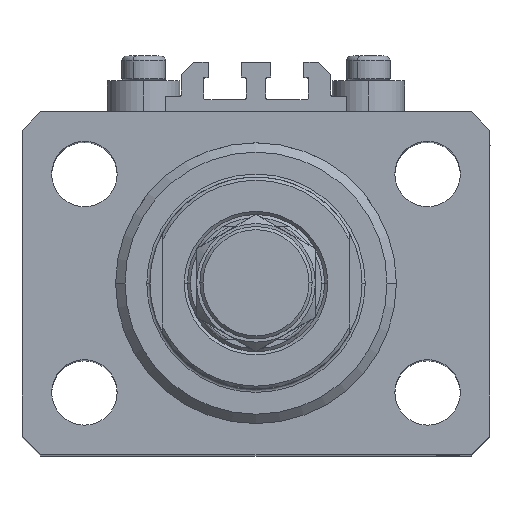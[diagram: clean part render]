
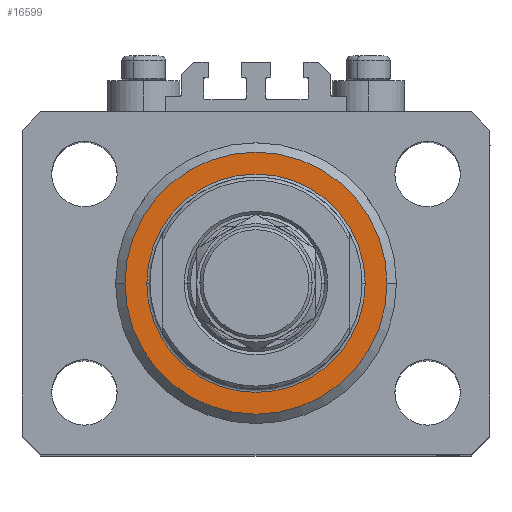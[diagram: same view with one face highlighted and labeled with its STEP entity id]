
A CAD part, top view. The second image highlights one B-rep face of the part: STEP entity #16599.
In plain terms, the highlighted face is planar.
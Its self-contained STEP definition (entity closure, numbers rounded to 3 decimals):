
#1036 = DIRECTION ( 'NONE',  ( 0., 0., -1. ) ) ;
#2521 = CARTESIAN_POINT ( 'NONE',  ( 0., 0., 0. ) ) ;
#2634 = CIRCLE ( 'NONE', #8967, 17.5 ) ;
#3879 = DIRECTION ( 'NONE',  ( 0., 0., 1. ) ) ;
#5915 = EDGE_CURVE ( 'NONE', #13830, #8212, #44105, .T. ) ;
#6011 = DIRECTION ( 'NONE',  ( 1., 0., 0. ) ) ;
#8212 = VERTEX_POINT ( 'NONE', #43986 ) ;
#8967 = AXIS2_PLACEMENT_3D ( 'NONE', #2521, #48113, #6011 ) ;
#10765 = VERTEX_POINT ( 'NONE', #30287 ) ;
#12007 = ORIENTED_EDGE ( 'NONE', *, *, #28722, .T. ) ;
#12876 = PLANE ( 'NONE',  #24831 ) ;
#13370 = FACE_OUTER_BOUND ( 'NONE', #40201, .T. ) ;
#13428 = CARTESIAN_POINT ( 'NONE',  ( -21., 0., 0. ) ) ;
#13830 = VERTEX_POINT ( 'NONE', #26478 ) ;
#15242 = EDGE_CURVE ( 'NONE', #8212, #13830, #2634, .T. ) ;
#16016 = ORIENTED_EDGE ( 'NONE', *, *, #5915, .T. ) ;
#16162 = DIRECTION ( 'NONE',  ( 1., 0., 0. ) ) ;
#16599 = ADVANCED_FACE ( 'NONE', ( #32657, #13370 ), #12876, .F. ) ;
#17210 = CARTESIAN_POINT ( 'NONE',  ( 0., 0., 0. ) ) ;
#19479 = AXIS2_PLACEMENT_3D ( 'NONE', #17210, #40233, #40467 ) ;
#19731 = DIRECTION ( 'NONE',  ( 1., 0., 0. ) ) ;
#20384 = AXIS2_PLACEMENT_3D ( 'NONE', #34831, #3879, #19731 ) ;
#21517 = ORIENTED_EDGE ( 'NONE', *, *, #27983, .T. ) ;
#24831 = AXIS2_PLACEMENT_3D ( 'NONE', #28470, #43583, #47554 ) ;
#26478 = CARTESIAN_POINT ( 'NONE',  ( -17.5, 0., 0. ) ) ;
#27983 = EDGE_CURVE ( 'NONE', #35755, #10765, #32913, .T. ) ;
#28470 = CARTESIAN_POINT ( 'NONE',  ( 0., 0., 0. ) ) ;
#28722 = EDGE_CURVE ( 'NONE', #10765, #35755, #40831, .T. ) ;
#30287 = CARTESIAN_POINT ( 'NONE',  ( 21., 0., 0. ) ) ;
#31017 = CARTESIAN_POINT ( 'NONE',  ( 0., 0., 0. ) ) ;
#32657 = FACE_BOUND ( 'NONE', #38451, .T. ) ;
#32913 = CIRCLE ( 'NONE', #40056, 21. ) ;
#34831 = CARTESIAN_POINT ( 'NONE',  ( 0., 0., 0. ) ) ;
#35755 = VERTEX_POINT ( 'NONE', #13428 ) ;
#36721 = ORIENTED_EDGE ( 'NONE', *, *, #15242, .T. ) ;
#38451 = EDGE_LOOP ( 'NONE', ( #36721, #16016 ) ) ;
#40056 = AXIS2_PLACEMENT_3D ( 'NONE', #31017, #1036, #16162 ) ;
#40201 = EDGE_LOOP ( 'NONE', ( #12007, #21517 ) ) ;
#40233 = DIRECTION ( 'NONE',  ( 0., 0., -1. ) ) ;
#40467 = DIRECTION ( 'NONE',  ( 1., 0., 0. ) ) ;
#40831 = CIRCLE ( 'NONE', #19479, 21. ) ;
#43583 = DIRECTION ( 'NONE',  ( 0., 0., 1. ) ) ;
#43986 = CARTESIAN_POINT ( 'NONE',  ( 17.5, 0., 0. ) ) ;
#44105 = CIRCLE ( 'NONE', #20384, 17.5 ) ;
#47554 = DIRECTION ( 'NONE',  ( 1., 0., 0. ) ) ;
#48113 = DIRECTION ( 'NONE',  ( 0., 0., 1. ) ) ;
